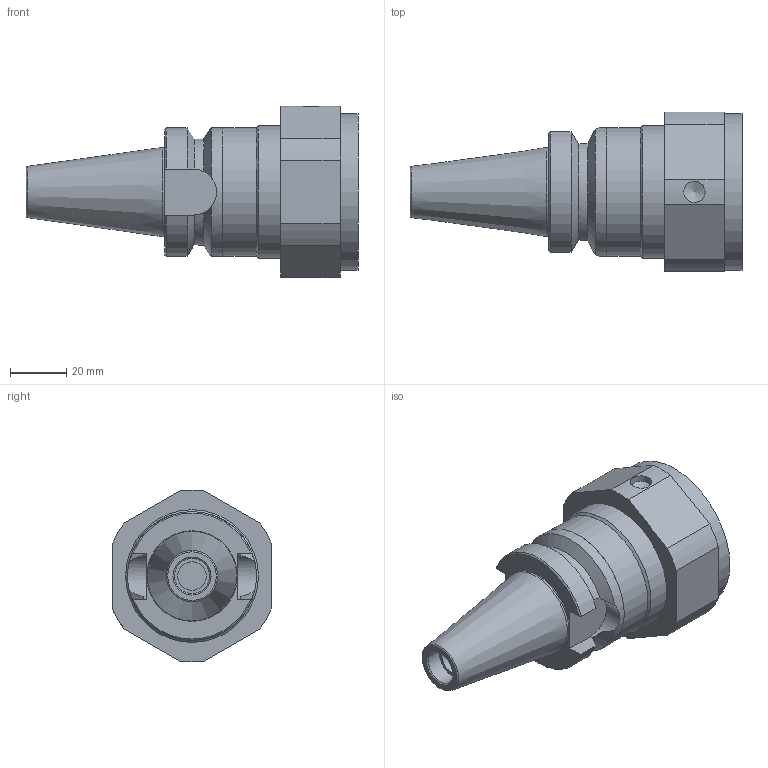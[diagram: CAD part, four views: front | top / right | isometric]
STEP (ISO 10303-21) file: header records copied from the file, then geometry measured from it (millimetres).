
FILE_DESCRIPTION(/* description */ (''),/* implementation_level */ '2;1');
FILE_NAME(/* name */ 'BT30-TG100-2.75D.step',/* time_stamp */ '2026-01-15T17:48:10-06:00',/* author */ (''),/* organization */ (''),/* preprocessor_version */ 'ST-DEVELOPER v20.1',/* originating_system */ 'Autodesk Translation Framework v14.21.0.0',/* authorisation */ '');
FILE_SCHEMA (('AUTOMOTIVE_DESIGN { 1 0 10303 214 3 1 1 }'));
Length unit declared in the file: inch
Products named in the file (2): BT30 DUAL CONTACT TEMPLATE FINALIZED; BT30 TG100-2.75
Assembly tree (1 placements, depth 2):
  BT30 DUAL CONTACT TEMPLATE FINALIZED
    BT30 TG100-2.75
Bounding box: 118.36 x 56.9 x 61.23 mm (x, y, z)
Volume: 128601.2 mm3; surface area: 27179.8 mm2
Topology: 1 solids, 1 shells, 60 faces, 155 edges, 101 vertices
Faces by surface type: cylinder 23, plane 20, cone 15, torus 2
Full cylindrical faces by diameter (mm): 7.62 x2, 10.16 x1, 12.548 x1, 14 x1, 29.185 x1, 31.75 x1, 45.695 x1, 45.923 x1, 47.346 x1, 55.88 x1
Entity records: 2046 total; most frequent: CARTESIAN_POINT 479, DIRECTION 328, ORIENTED_EDGE 306, EDGE_CURVE 153, AXIS2_PLACEMENT_3D 132, VERTEX_POINT 101, CIRCLE 69, EDGE_LOOP 66
